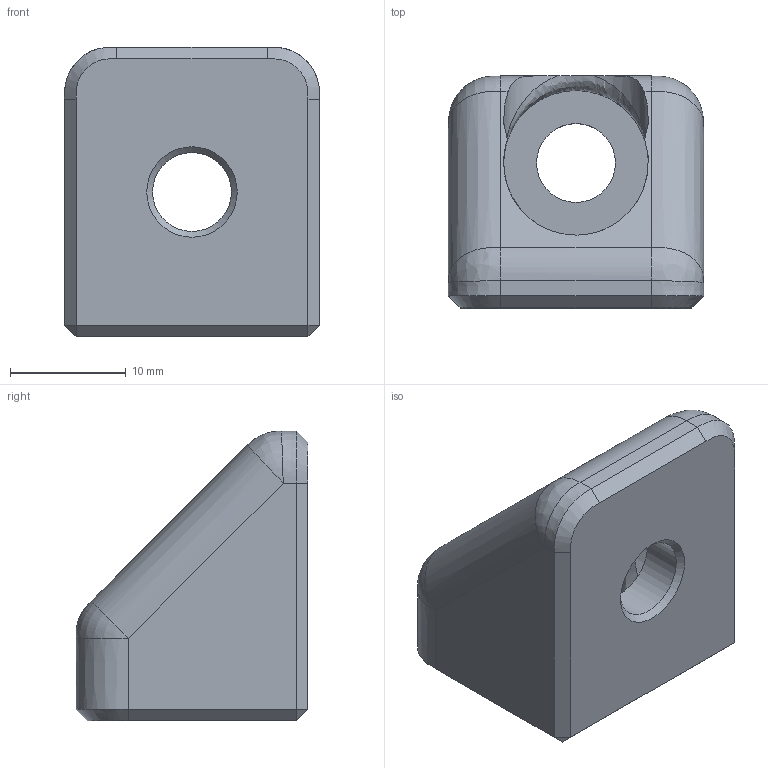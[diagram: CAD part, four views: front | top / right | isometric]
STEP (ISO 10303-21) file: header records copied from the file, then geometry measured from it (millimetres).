
FILE_DESCRIPTION(/* description */ (''),/* implementation_level */ '2;1');
FILE_NAME(/* name */ '25mm corner support_ARC_Rail_Modified v1.step',/* time_stamp */ '2019-08-19T14:47:55-07:00',/* author */ (''),/* organization */ (''),/* preprocessor_version */ 'ST-DEVELOPER v18',/* originating_system */ 'Autodesk Translation Framework v8.6.0.1094',/* authorisation */ '');
FILE_SCHEMA (('AUTOMOTIVE_DESIGN { 1 0 10303 214 3 1 1 }'));
Length unit declared in the file: millimetre
Products named in the file (1): 25mm corner support_ARC_Rail_Modified
Bounding box: 22 x 20 x 25 mm (x, y, z)
Volume: 5553.7 mm3; surface area: 2799.7 mm2
Topology: 1 solids, 1 shells, 49 faces, 118 edges, 62 vertices
Faces by surface type: bspline 21, plane 18, cylinder 8, cone 2
Full cylindrical faces by diameter (mm): 6.8 x2
Entity records: 2630 total; most frequent: CARTESIAN_POINT 1604, ORIENTED_EDGE 218, DIRECTION 171, EDGE_CURVE 109, VERTEX_POINT 62, AXIS2_PLACEMENT_3D 60, EDGE_LOOP 53, LINE 51
